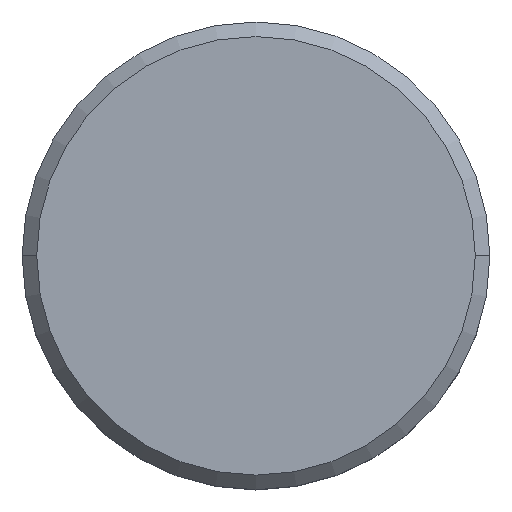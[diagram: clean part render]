
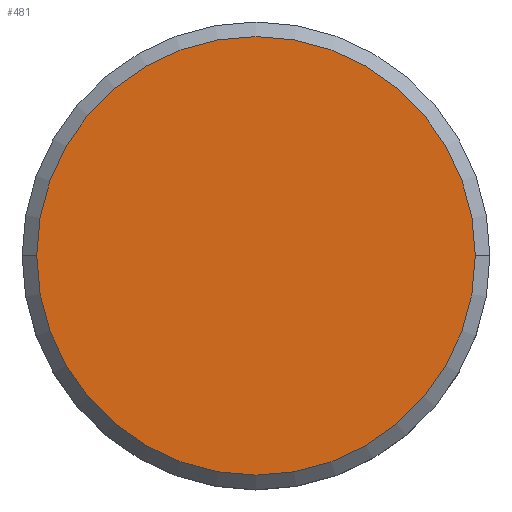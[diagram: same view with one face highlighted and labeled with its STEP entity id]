
A CAD part, top view. The second image highlights one B-rep face of the part: STEP entity #481.
In plain terms, the highlighted planar face has unit normal (0, 0, 1).
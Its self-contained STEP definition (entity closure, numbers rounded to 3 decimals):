
#80 = AXIS2_PLACEMENT_3D ( 'NONE', #319, #573, #667 ) ;
#82 = DIRECTION ( 'NONE',  ( 1., 0., 0. ) ) ;
#90 = ORIENTED_EDGE ( 'NONE', *, *, #706, .T. ) ;
#112 = AXIS2_PLACEMENT_3D ( 'NONE', #845, #1021, #776 ) ;
#166 = FACE_OUTER_BOUND ( 'NONE', #863, .T. ) ;
#179 = DIRECTION ( 'NONE',  ( 0., 0., 1. ) ) ;
#193 = AXIS2_PLACEMENT_3D ( 'NONE', #825, #179, #82 ) ;
#200 = VERTEX_POINT ( 'NONE', #326 ) ;
#293 = CIRCLE ( 'NONE', #80, 7.5 ) ;
#319 = CARTESIAN_POINT ( 'NONE',  ( 0., 0., 0. ) ) ;
#326 = CARTESIAN_POINT ( 'NONE',  ( 7.5, 0., 0. ) ) ;
#366 = VERTEX_POINT ( 'NONE', #453 ) ;
#453 = CARTESIAN_POINT ( 'NONE',  ( -7.5, 0., 0. ) ) ;
#481 = ADVANCED_FACE ( 'NONE', ( #166 ), #489, .T. ) ;
#489 = PLANE ( 'NONE',  #193 ) ;
#561 = CIRCLE ( 'NONE', #112, 7.5 ) ;
#573 = DIRECTION ( 'NONE',  ( 0., 0., 1. ) ) ;
#667 = DIRECTION ( 'NONE',  ( 1., 0., 0. ) ) ;
#706 = EDGE_CURVE ( 'NONE', #200, #366, #561, .T. ) ;
#744 = ORIENTED_EDGE ( 'NONE', *, *, #980, .T. ) ;
#776 = DIRECTION ( 'NONE',  ( 1., 0., 0. ) ) ;
#825 = CARTESIAN_POINT ( 'NONE',  ( 0., 0., 0. ) ) ;
#845 = CARTESIAN_POINT ( 'NONE',  ( 0., 0., 0. ) ) ;
#863 = EDGE_LOOP ( 'NONE', ( #744, #90 ) ) ;
#980 = EDGE_CURVE ( 'NONE', #366, #200, #293, .T. ) ;
#1021 = DIRECTION ( 'NONE',  ( 0., 0., 1. ) ) ;
